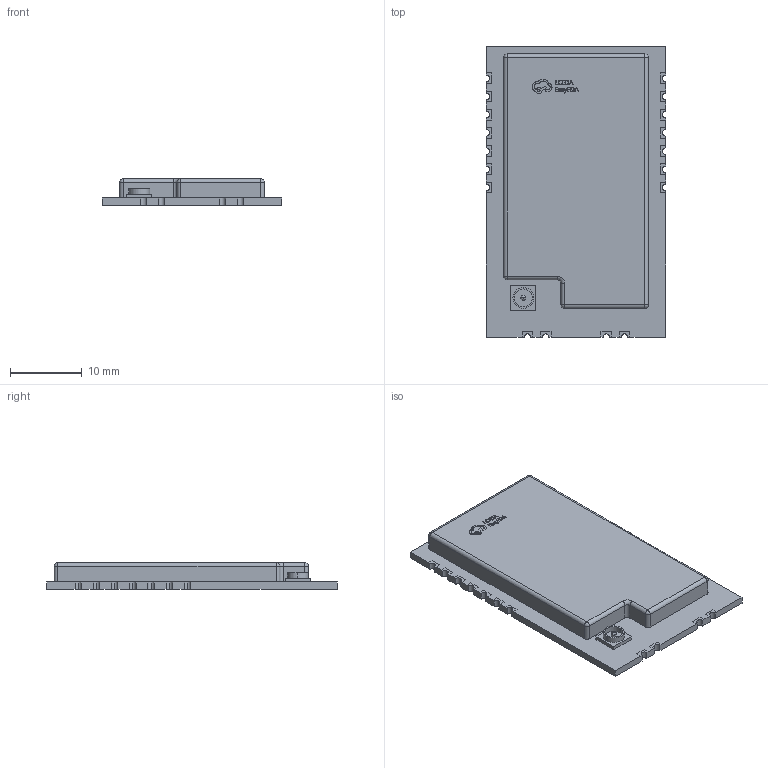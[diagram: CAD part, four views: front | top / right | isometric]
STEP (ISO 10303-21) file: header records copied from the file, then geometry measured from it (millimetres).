
FILE_DESCRIPTION (( 'STEP AP203' ), '1' );
FILE_NAME ('E220-400T30S.STEP', '2023-07-14T12:11:38', ( '' ), ( '' ), 'SwSTEP 2.0', 'SolidWorks 2021', '' );
FILE_SCHEMA (( 'CONFIG_CONTROL_DESIGN' ));
Length unit declared in the file: millimetre
Products named in the file (5): COMPOUND.step; 3D_PCB1_2023-07-14.step; E220-400T30S; U1.step; WIRELM-SMD_E220-400T30S.step
Assembly tree (4 placements, depth 5):
  E220-400T30S
    3D_PCB1_2023-07-14.step
      U1.step
        WIRELM-SMD_E220-400T30S.step
          COMPOUND.step
Bounding box: 25 x 40.5 x 3.67 mm (x, y, z)
Volume: 2837.3 mm3; surface area: 2453 mm2
Topology: 14 solids, 14 shells, 416 faces, 1186 edges, 805 vertices
Faces by surface type: plane 253, bspline 114, cylinder 43, sphere 5, torus 1
Entity records: 15267 total; most frequent: CARTESIAN_POINT 4558, ORIENTED_EDGE 2362, DIRECTION 1672, EDGE_CURVE 1181, LINE 866, VECTOR 866, VERTEX_POINT 805, EDGE_LOOP 440
